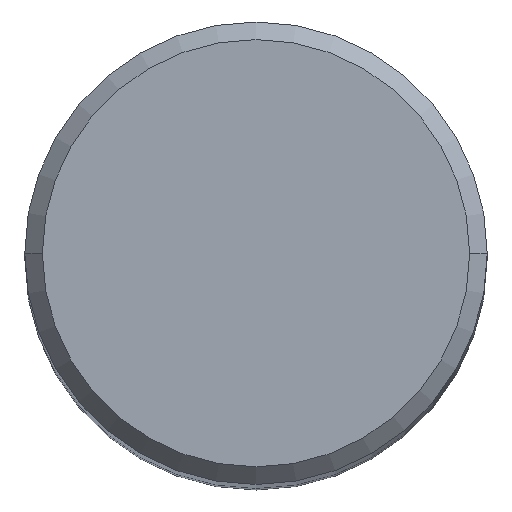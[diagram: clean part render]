
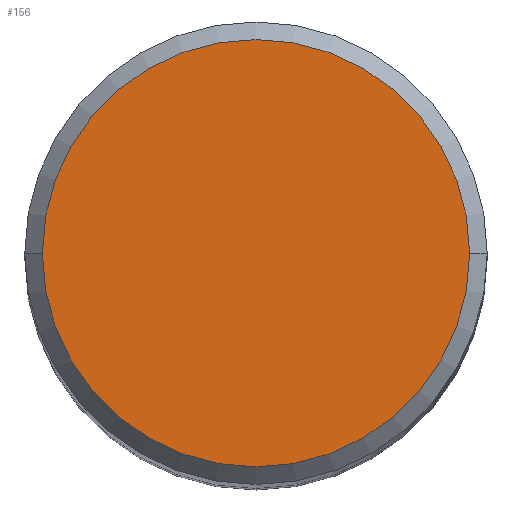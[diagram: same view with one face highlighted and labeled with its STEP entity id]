
A CAD part, top view. The second image highlights one B-rep face of the part: STEP entity #156.
In plain terms, the highlighted planar face has unit normal (0, 0, 1).
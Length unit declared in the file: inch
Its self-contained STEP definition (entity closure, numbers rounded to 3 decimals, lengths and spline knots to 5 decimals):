
#5 = CARTESIAN_POINT ( 'NONE',  ( -0.18185, 0., 2.83465 ) ) ;
#20 = AXIS2_PLACEMENT_3D ( 'NONE', #154, #249, #298 ) ;
#27 = VERTEX_POINT ( 'NONE', #5 ) ;
#32 = EDGE_CURVE ( 'NONE', #27, #172, #312, .T. ) ;
#37 = ORIENTED_EDGE ( 'NONE', *, *, #76, .T. ) ;
#39 = CARTESIAN_POINT ( 'NONE',  ( 0., 0., 2.83465 ) ) ;
#45 = FACE_OUTER_BOUND ( 'NONE', #90, .T. ) ;
#67 = DIRECTION ( 'NONE',  ( 1., 0., 0. ) ) ;
#76 = EDGE_CURVE ( 'NONE', #172, #27, #175, .T. ) ;
#82 = CARTESIAN_POINT ( 'NONE',  ( 0., 0., 2.83465 ) ) ;
#90 = EDGE_LOOP ( 'NONE', ( #187, #37 ) ) ;
#103 = CARTESIAN_POINT ( 'NONE',  ( 0.18185, 0., 2.83465 ) ) ;
#108 = PLANE ( 'NONE',  #20 ) ;
#121 = AXIS2_PLACEMENT_3D ( 'NONE', #82, #184, #132 ) ;
#122 = AXIS2_PLACEMENT_3D ( 'NONE', #39, #315, #67 ) ;
#132 = DIRECTION ( 'NONE',  ( 1., 0., 0. ) ) ;
#154 = CARTESIAN_POINT ( 'NONE',  ( 0., 0., 2.83465 ) ) ;
#156 = ADVANCED_FACE ( 'NONE', ( #45 ), #108, .T. ) ;
#172 = VERTEX_POINT ( 'NONE', #103 ) ;
#175 = CIRCLE ( 'NONE', #122, 0.18185 ) ;
#184 = DIRECTION ( 'NONE',  ( 0., 0., 1. ) ) ;
#187 = ORIENTED_EDGE ( 'NONE', *, *, #32, .T. ) ;
#249 = DIRECTION ( 'NONE',  ( 0., 0., 1. ) ) ;
#298 = DIRECTION ( 'NONE',  ( 1., 0., 0. ) ) ;
#312 = CIRCLE ( 'NONE', #121, 0.18185 ) ;
#315 = DIRECTION ( 'NONE',  ( 0., 0., 1. ) ) ;
